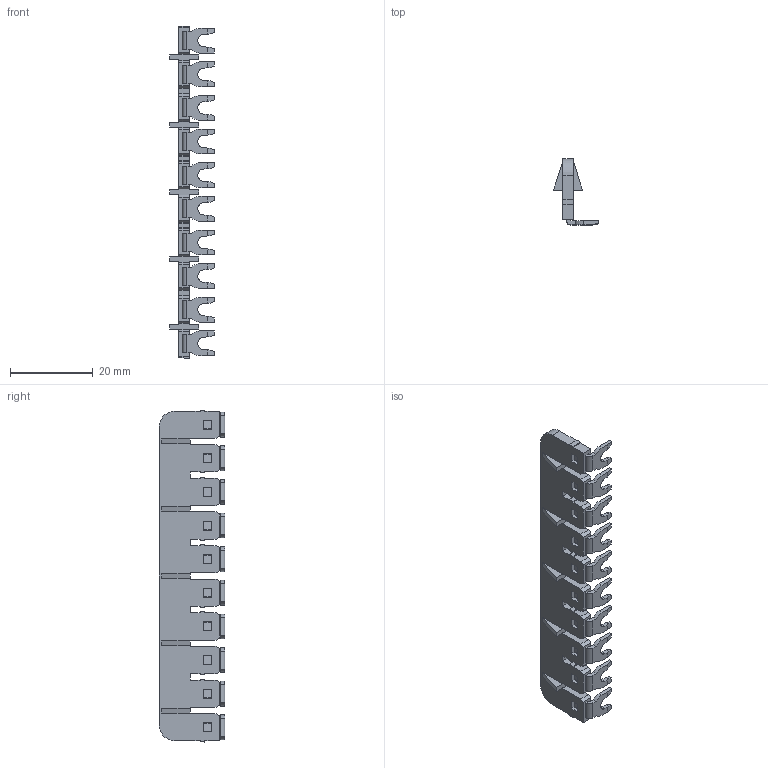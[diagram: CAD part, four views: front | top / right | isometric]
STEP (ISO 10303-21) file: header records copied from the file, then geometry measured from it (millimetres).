
FILE_DESCRIPTION (( 'STEP AP203' ), '1' );
FILE_NAME ('10''Lu - Yeni Ürün.STEP', '2019-03-13T13:36:11', ( '' ), ( '' ), 'SwSTEP 2.0', 'SolidWorks 2011', '' );
FILE_SCHEMA (( 'CONFIG_CONTROL_DESIGN' ));
Length unit declared in the file: millimetre
Products named in the file (1): 10''Lu - Yeni 躵黱
Bounding box: 10.84 x 15.97 x 80.45 mm (x, y, z)
Volume: 3095.1 mm3; surface area: 4111.6 mm2
Topology: 1 solids, 1 shells, 532 faces, 1440 edges, 940 vertices
Faces by surface type: plane 480, cylinder 52
Entity records: 16465 total; most frequent: CARTESIAN_POINT 2913, ORIENTED_EDGE 2880, DIRECTION 2610, EDGE_CURVE 1440, LINE 1336, VECTOR 1336, VERTEX_POINT 940, AXIS2_PLACEMENT_3D 637
